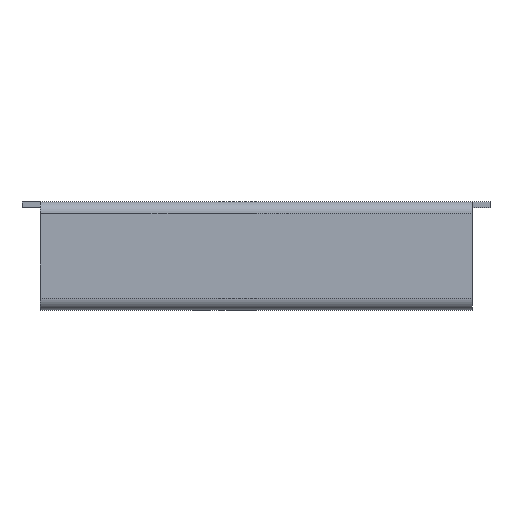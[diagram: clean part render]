
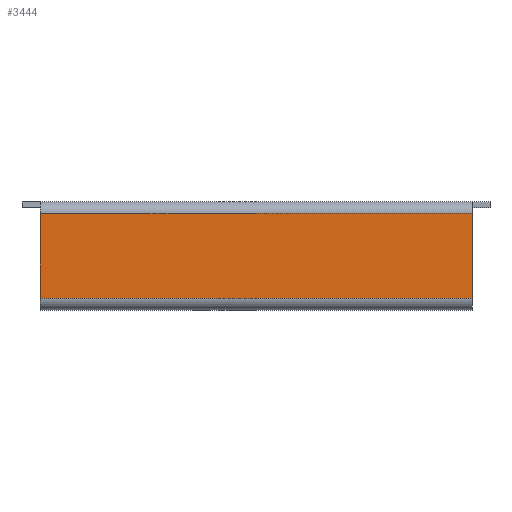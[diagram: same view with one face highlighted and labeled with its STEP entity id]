
A CAD part, top view. The second image highlights one B-rep face of the part: STEP entity #3444.
In plain terms, the highlighted planar face has unit normal (0, 0, 1).
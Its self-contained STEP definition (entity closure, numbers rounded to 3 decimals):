
#55 = CARTESIAN_POINT ( 'NONE',  ( 250., 23.6, 30. ) ) ;
#323 = ORIENTED_EDGE ( 'NONE', *, *, #2698, .F. ) ;
#407 = VERTEX_POINT ( 'NONE', #2036 ) ;
#408 = LINE ( 'NONE', #55, #3413 ) ;
#418 = DIRECTION ( 'NONE',  ( 0., 0., -1. ) ) ;
#722 = EDGE_CURVE ( 'NONE', #3143, #2062, #1259, .T. ) ;
#816 = ORIENTED_EDGE ( 'NONE', *, *, #1146, .F. ) ;
#937 = PLANE ( 'NONE',  #3170 ) ;
#1115 = DIRECTION ( 'NONE',  ( 0., 1., 0. ) ) ;
#1146 = EDGE_CURVE ( 'NONE', #407, #3143, #408, .T. ) ;
#1248 = CARTESIAN_POINT ( 'NONE',  ( 250., -23.6, 30. ) ) ;
#1259 = LINE ( 'NONE', #1579, #1486 ) ;
#1268 = CARTESIAN_POINT ( 'NONE',  ( -20., -23.6, 30. ) ) ;
#1297 = DIRECTION ( 'NONE',  ( -1., 0., 0. ) ) ;
#1310 = DIRECTION ( 'NONE',  ( 0., 1., 0. ) ) ;
#1486 = VECTOR ( 'NONE', #1297, 1000. ) ;
#1578 = DIRECTION ( 'NONE',  ( 0., -1., 0. ) ) ;
#1579 = CARTESIAN_POINT ( 'NONE',  ( -20., -23.6, 30. ) ) ;
#1660 = VECTOR ( 'NONE', #2625, 1000. ) ;
#1986 = VERTEX_POINT ( 'NONE', #2033 ) ;
#2033 = CARTESIAN_POINT ( 'NONE',  ( 10., 23.6, 30. ) ) ;
#2036 = CARTESIAN_POINT ( 'NONE',  ( 250., 23.6, 30. ) ) ;
#2062 = VERTEX_POINT ( 'NONE', #2769 ) ;
#2094 = LINE ( 'NONE', #2342, #1660 ) ;
#2342 = CARTESIAN_POINT ( 'NONE',  ( -20., 23.6, 30. ) ) ;
#2422 = EDGE_LOOP ( 'NONE', ( #3511, #816, #323, #3785 ) ) ;
#2617 = EDGE_CURVE ( 'NONE', #2062, #1986, #3700, .T. ) ;
#2625 = DIRECTION ( 'NONE',  ( 1., 0., 0. ) ) ;
#2698 = EDGE_CURVE ( 'NONE', #1986, #407, #2094, .T. ) ;
#2769 = CARTESIAN_POINT ( 'NONE',  ( 10., -23.6, 30. ) ) ;
#2874 = CARTESIAN_POINT ( 'NONE',  ( 10., 0., 30. ) ) ;
#3143 = VERTEX_POINT ( 'NONE', #1248 ) ;
#3170 = AXIS2_PLACEMENT_3D ( 'NONE', #1268, #418, #1310 ) ;
#3304 = VECTOR ( 'NONE', #1115, 1000. ) ;
#3413 = VECTOR ( 'NONE', #1578, 1000. ) ;
#3444 = ADVANCED_FACE ( 'NONE', ( #3626 ), #937, .F. ) ;
#3511 = ORIENTED_EDGE ( 'NONE', *, *, #722, .F. ) ;
#3626 = FACE_OUTER_BOUND ( 'NONE', #2422, .T. ) ;
#3700 = LINE ( 'NONE', #2874, #3304 ) ;
#3785 = ORIENTED_EDGE ( 'NONE', *, *, #2617, .F. ) ;
